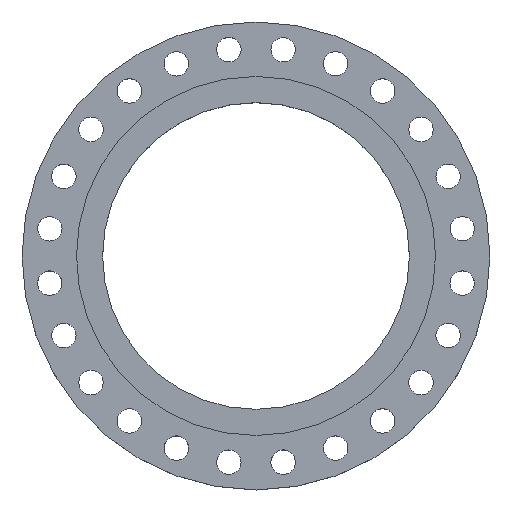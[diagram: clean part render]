
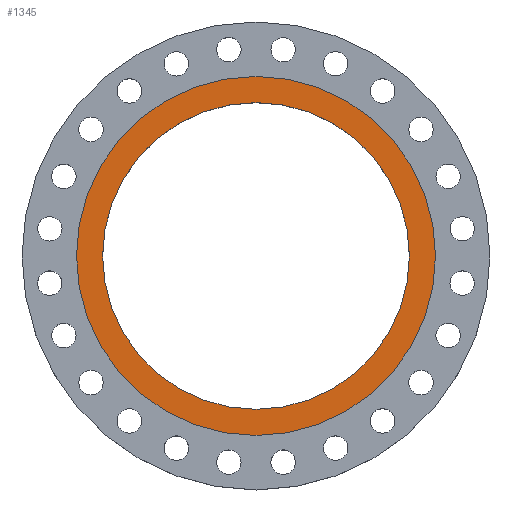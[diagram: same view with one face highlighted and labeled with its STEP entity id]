
A CAD part, top view. The second image highlights one B-rep face of the part: STEP entity #1345.
In plain terms, the highlighted planar face has unit normal (0, 0, 1).
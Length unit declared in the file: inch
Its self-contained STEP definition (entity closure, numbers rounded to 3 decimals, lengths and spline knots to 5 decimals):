
#5 = ORIENTED_EDGE ( 'NONE', *, *, #1416, .F. ) ;
#82 = PLANE ( 'NONE',  #1834 ) ;
#103 = CARTESIAN_POINT ( 'NONE',  ( -13.81, 0., 0.25 ) ) ;
#105 = EDGE_CURVE ( 'NONE', #1077, #1411, #1612, .T. ) ;
#155 = EDGE_LOOP ( 'NONE', ( #1916, #2042 ) ) ;
#255 = DIRECTION ( 'NONE',  ( 1., 0., 0. ) ) ;
#289 = DIRECTION ( 'NONE',  ( 1., 0., 0. ) ) ;
#315 = CARTESIAN_POINT ( 'NONE',  ( 0., 0., 0.25 ) ) ;
#336 = CARTESIAN_POINT ( 'NONE',  ( 11.8, 0., 0.25 ) ) ;
#388 = AXIS2_PLACEMENT_3D ( 'NONE', #1145, #1848, #681 ) ;
#423 = AXIS2_PLACEMENT_3D ( 'NONE', #1059, #1443, #1258 ) ;
#467 = DIRECTION ( 'NONE',  ( 0., 0., 1. ) ) ;
#511 = CARTESIAN_POINT ( 'NONE',  ( 0., 0., 0.25 ) ) ;
#533 = VERTEX_POINT ( 'NONE', #336 ) ;
#575 = ORIENTED_EDGE ( 'NONE', *, *, #693, .F. ) ;
#639 = CARTESIAN_POINT ( 'NONE',  ( -11.8, 0., 0.25 ) ) ;
#644 = CARTESIAN_POINT ( 'NONE',  ( 13.81, 0., 0.25 ) ) ;
#681 = DIRECTION ( 'NONE',  ( 1., 0., 0. ) ) ;
#693 = EDGE_CURVE ( 'NONE', #1969, #533, #1235, .T. ) ;
#715 = CIRCLE ( 'NONE', #423, 13.81 ) ;
#976 = AXIS2_PLACEMENT_3D ( 'NONE', #315, #467, #289 ) ;
#1059 = CARTESIAN_POINT ( 'NONE',  ( 0., 0., 0.25 ) ) ;
#1077 = VERTEX_POINT ( 'NONE', #644 ) ;
#1145 = CARTESIAN_POINT ( 'NONE',  ( 0., 0., 0.25 ) ) ;
#1152 = CARTESIAN_POINT ( 'NONE',  ( 0., 0., 0.25 ) ) ;
#1224 = EDGE_CURVE ( 'NONE', #1411, #1077, #715, .T. ) ;
#1235 = CIRCLE ( 'NONE', #1859, 11.8 ) ;
#1240 = DIRECTION ( 'NONE',  ( 0., 0., 1. ) ) ;
#1253 = DIRECTION ( 'NONE',  ( 1., 0., 0. ) ) ;
#1258 = DIRECTION ( 'NONE',  ( 1., 0., 0. ) ) ;
#1302 = FACE_OUTER_BOUND ( 'NONE', #155, .T. ) ;
#1345 = ADVANCED_FACE ( 'NONE', ( #1468, #1302 ), #82, .T. ) ;
#1411 = VERTEX_POINT ( 'NONE', #103 ) ;
#1416 = EDGE_CURVE ( 'NONE', #533, #1969, #1616, .T. ) ;
#1443 = DIRECTION ( 'NONE',  ( 0., 0., 1. ) ) ;
#1468 = FACE_BOUND ( 'NONE', #2121, .T. ) ;
#1612 = CIRCLE ( 'NONE', #388, 13.81 ) ;
#1616 = CIRCLE ( 'NONE', #976, 11.8 ) ;
#1834 = AXIS2_PLACEMENT_3D ( 'NONE', #1152, #2178, #255 ) ;
#1848 = DIRECTION ( 'NONE',  ( 0., 0., 1. ) ) ;
#1859 = AXIS2_PLACEMENT_3D ( 'NONE', #511, #1240, #1253 ) ;
#1916 = ORIENTED_EDGE ( 'NONE', *, *, #1224, .T. ) ;
#1969 = VERTEX_POINT ( 'NONE', #639 ) ;
#2042 = ORIENTED_EDGE ( 'NONE', *, *, #105, .T. ) ;
#2121 = EDGE_LOOP ( 'NONE', ( #575, #5 ) ) ;
#2178 = DIRECTION ( 'NONE',  ( 0., 0., 1. ) ) ;
